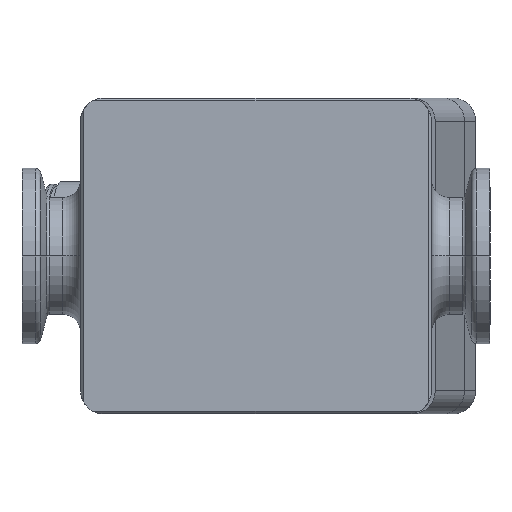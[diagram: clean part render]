
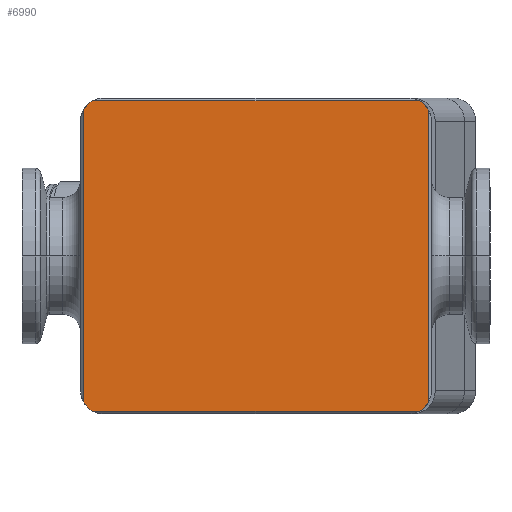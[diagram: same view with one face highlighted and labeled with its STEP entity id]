
A CAD part, front view. The second image highlights one B-rep face of the part: STEP entity #6990.
In plain terms, the highlighted planar face has unit normal (0, -1, 0).
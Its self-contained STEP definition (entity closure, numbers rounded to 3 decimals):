
#150 = ORIENTED_EDGE ( 'NONE', *, *, #13039, .T. ) ;
#236 = LINE ( 'NONE', #2144, #11358 ) ;
#389 = CARTESIAN_POINT ( 'NONE',  ( -26., -17., 23. ) ) ;
#393 = VERTEX_POINT ( 'NONE', #13295 ) ;
#1196 = CARTESIAN_POINT ( 'NONE',  ( 26., -17., -23. ) ) ;
#1752 = VECTOR ( 'NONE', #18393, 1000. ) ;
#1985 = ORIENTED_EDGE ( 'NONE', *, *, #17153, .T. ) ;
#2144 = CARTESIAN_POINT ( 'NONE',  ( -29.5, -17., 27. ) ) ;
#2184 = PLANE ( 'NONE',  #10977 ) ;
#2688 = CIRCLE ( 'NONE', #23239, 4. ) ;
#2801 = LINE ( 'NONE', #10685, #1752 ) ;
#3164 = CARTESIAN_POINT ( 'NONE',  ( 27.936, -17., 26.5 ) ) ;
#3197 = CARTESIAN_POINT ( 'NONE',  ( -26., -17., -23. ) ) ;
#3260 = VERTEX_POINT ( 'NONE', #22011 ) ;
#3290 = EDGE_CURVE ( 'NONE', #6263, #393, #6494, .T. ) ;
#3443 = VERTEX_POINT ( 'NONE', #24826 ) ;
#3784 = AXIS2_PLACEMENT_3D ( 'NONE', #1196, #10504, #16534 ) ;
#4422 = CARTESIAN_POINT ( 'NONE',  ( 30., -17., 26.5 ) ) ;
#4426 = CARTESIAN_POINT ( 'NONE',  ( -29.5, -17., -24.936 ) ) ;
#4530 = FACE_OUTER_BOUND ( 'NONE', #21292, .T. ) ;
#4864 = ORIENTED_EDGE ( 'NONE', *, *, #5887, .T. ) ;
#5466 = CARTESIAN_POINT ( 'NONE',  ( -29.5, -17., 24.936 ) ) ;
#5730 = ORIENTED_EDGE ( 'NONE', *, *, #25257, .T. ) ;
#5887 = EDGE_CURVE ( 'NONE', #19293, #3443, #2688, .T. ) ;
#6263 = VERTEX_POINT ( 'NONE', #3164 ) ;
#6494 = LINE ( 'NONE', #4422, #6542 ) ;
#6542 = VECTOR ( 'NONE', #10598, 1000. ) ;
#6609 = CARTESIAN_POINT ( 'NONE',  ( 30., -17., 27. ) ) ;
#6990 = ADVANCED_FACE ( 'NONE', ( #4530 ), #2184, .F. ) ;
#7693 = ORIENTED_EDGE ( 'NONE', *, *, #11969, .T. ) ;
#8696 = AXIS2_PLACEMENT_3D ( 'NONE', #8816, #22674, #16913 ) ;
#8816 = CARTESIAN_POINT ( 'NONE',  ( 26., -17., 23. ) ) ;
#9237 = ORIENTED_EDGE ( 'NONE', *, *, #3290, .T. ) ;
#9420 = CIRCLE ( 'NONE', #10656, 4. ) ;
#10504 = DIRECTION ( 'NONE',  ( 0., -1., 0. ) ) ;
#10598 = DIRECTION ( 'NONE',  ( -1., 0., 0. ) ) ;
#10656 = AXIS2_PLACEMENT_3D ( 'NONE', #389, #24392, #12358 ) ;
#10685 = CARTESIAN_POINT ( 'NONE',  ( 30., -17., -26.5 ) ) ;
#10977 = AXIS2_PLACEMENT_3D ( 'NONE', #6609, #21988, #19833 ) ;
#11358 = VECTOR ( 'NONE', #19671, 1000. ) ;
#11969 = EDGE_CURVE ( 'NONE', #24110, #12654, #22261, .T. ) ;
#12358 = DIRECTION ( 'NONE',  ( -1., 0., 0. ) ) ;
#12654 = VERTEX_POINT ( 'NONE', #14571 ) ;
#13039 = EDGE_CURVE ( 'NONE', #3443, #24110, #2801, .T. ) ;
#13295 = CARTESIAN_POINT ( 'NONE',  ( -27.936, -17., 26.5 ) ) ;
#14571 = CARTESIAN_POINT ( 'NONE',  ( 29.5, -17., -24.936 ) ) ;
#14810 = DIRECTION ( 'NONE',  ( 0., -1., 0. ) ) ;
#16075 = EDGE_CURVE ( 'NONE', #3260, #6263, #16429, .T. ) ;
#16349 = CARTESIAN_POINT ( 'NONE',  ( 29.5, -17., 27. ) ) ;
#16429 = CIRCLE ( 'NONE', #8696, 4. ) ;
#16534 = DIRECTION ( 'NONE',  ( -1., 0., 0. ) ) ;
#16594 = LINE ( 'NONE', #16349, #24213 ) ;
#16843 = EDGE_CURVE ( 'NONE', #12654, #3260, #16594, .T. ) ;
#16913 = DIRECTION ( 'NONE',  ( -1., 0., 0. ) ) ;
#17153 = EDGE_CURVE ( 'NONE', #21492, #19293, #236, .T. ) ;
#18017 = ORIENTED_EDGE ( 'NONE', *, *, #16843, .T. ) ;
#18393 = DIRECTION ( 'NONE',  ( 1., 0., 0. ) ) ;
#19293 = VERTEX_POINT ( 'NONE', #4426 ) ;
#19671 = DIRECTION ( 'NONE',  ( 0., 0., -1. ) ) ;
#19833 = DIRECTION ( 'NONE',  ( -1., 0., 0. ) ) ;
#21292 = EDGE_LOOP ( 'NONE', ( #150, #7693, #18017, #23721, #9237, #5730, #1985, #4864 ) ) ;
#21492 = VERTEX_POINT ( 'NONE', #5466 ) ;
#21988 = DIRECTION ( 'NONE',  ( 0., 1., 0. ) ) ;
#22011 = CARTESIAN_POINT ( 'NONE',  ( 29.5, -17., 24.936 ) ) ;
#22261 = CIRCLE ( 'NONE', #3784, 4. ) ;
#22614 = DIRECTION ( 'NONE',  ( 0., 0., 1. ) ) ;
#22674 = DIRECTION ( 'NONE',  ( 0., -1., 0. ) ) ;
#23239 = AXIS2_PLACEMENT_3D ( 'NONE', #3197, #14810, #24408 ) ;
#23721 = ORIENTED_EDGE ( 'NONE', *, *, #16075, .T. ) ;
#24110 = VERTEX_POINT ( 'NONE', #24141 ) ;
#24141 = CARTESIAN_POINT ( 'NONE',  ( 27.936, -17., -26.5 ) ) ;
#24213 = VECTOR ( 'NONE', #22614, 1000. ) ;
#24392 = DIRECTION ( 'NONE',  ( 0., -1., 0. ) ) ;
#24408 = DIRECTION ( 'NONE',  ( -1., 0., 0. ) ) ;
#24826 = CARTESIAN_POINT ( 'NONE',  ( -27.936, -17., -26.5 ) ) ;
#25257 = EDGE_CURVE ( 'NONE', #393, #21492, #9420, .T. ) ;
